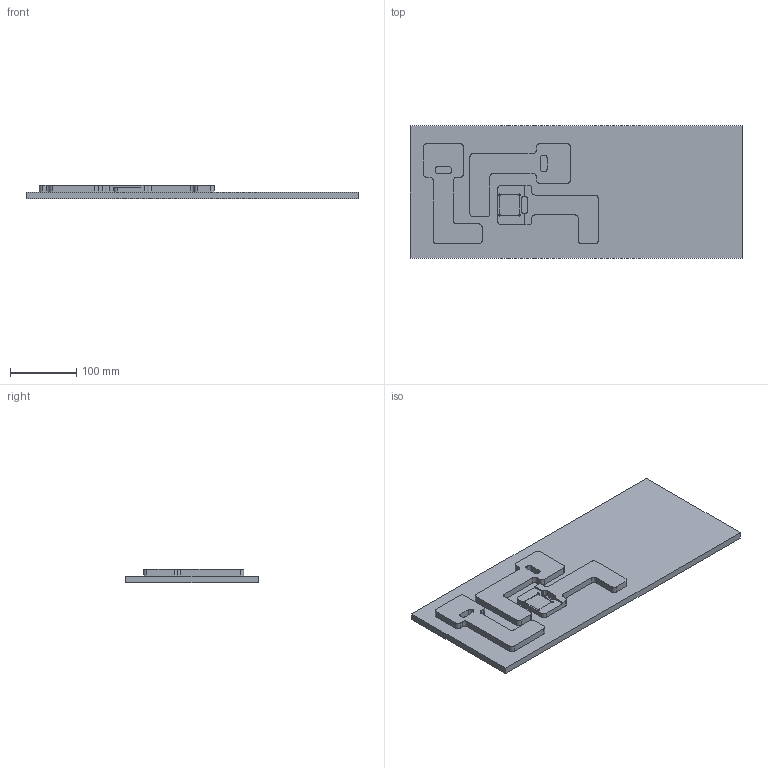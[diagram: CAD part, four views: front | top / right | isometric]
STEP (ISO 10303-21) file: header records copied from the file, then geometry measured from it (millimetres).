
FILE_DESCRIPTION (( 'STEP AP203' ), '1' );
FILE_NAME ('Al_CNC.STEP', '2018-06-08T10:42:13', ( '' ), ( '' ), 'SwSTEP 2.0', 'SolidWorks 2016', '' );
FILE_SCHEMA (( 'CONFIG_CONTROL_DESIGN' ));
Length unit declared in the file: millimetre
Products named in the file (5): Al_Base3_D‚faut; Al_Base5_D‚faut; Al_CNC; Al_D‚faut; Al_Base4_D‚faut
Assembly tree (4 placements, depth 2):
  Al_CNC
    Al_D‚faut
    Al_Base3_D‚faut
    Al_Base4_D‚faut
    Al_Base5_D‚faut
Bounding box: 500 x 200 x 20 mm (x, y, z)
Volume: 1213204.3 mm3; surface area: 274734 mm2
Topology: 4 solids, 4 shells, 116 faces, 320 edges, 212 vertices
Faces by surface type: plane 66, cylinder 50
Entity records: 4251 total; most frequent: DIRECTION 670, CARTESIAN_POINT 655, ORIENTED_EDGE 640, EDGE_CURVE 320, AXIS2_PLACEMENT_3D 227, LINE 216, VECTOR 216, VERTEX_POINT 212
